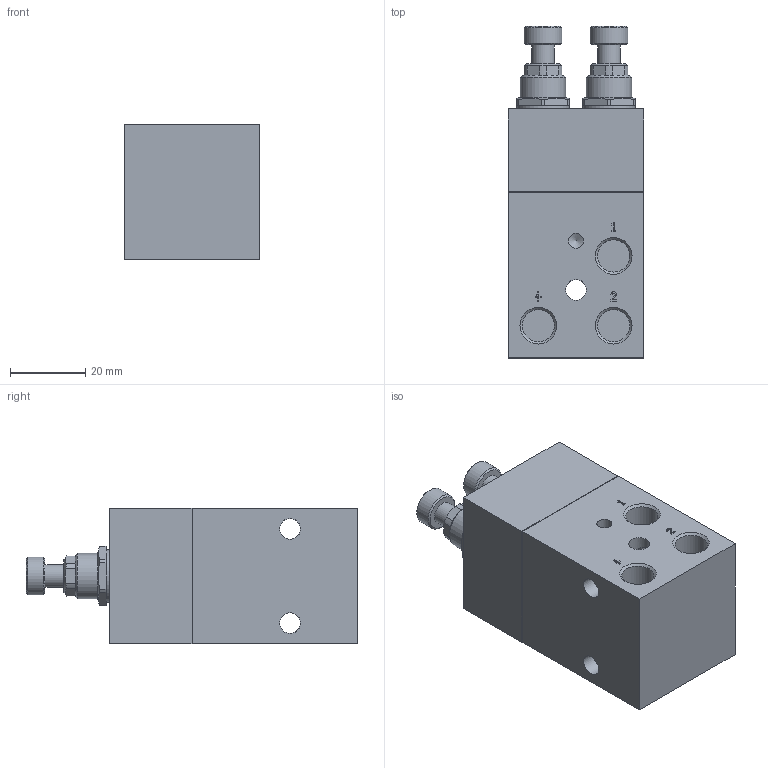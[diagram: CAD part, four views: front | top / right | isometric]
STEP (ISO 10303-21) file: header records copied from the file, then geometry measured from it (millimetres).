
FILE_DESCRIPTION(/* description */ ('STEP AP214'),/* implementation_level */ '2;1');
FILE_NAME(/* name */ '4025_VLG-4-1_8',/* time_stamp */ '2024-09-16T15:38:07+02:00',/* author */ ('License CC BY-ND 4.0'),/* organization */ ('CADENAS'),/* preprocessor_version */ 'ST-DEVELOPER v19.3',/* originating_system */ 'PARTsolutions',/* authorisation */ ' ');
FILE_SCHEMA (('AUTOMOTIVE_DESIGN {1 0 10303 214 3 1 1}'));
Length unit declared in the file: millimetre
Products named in the file (1): 4025 VLG-4-1/8
Bounding box: 36 x 88 x 36 mm (x, y, z)
Volume: 84138.3 mm3; surface area: 16771.2 mm2
Topology: 1 solids, 1 shells, 200 faces, 493 edges, 320 vertices
Faces by surface type: plane 127, cylinder 56, cone 17
Full cylindrical faces by diameter (mm): 4 x1, 5.5 x6, 6 x2, 7 x2, 8 x2, 8.566 x4, 10 x3, 12 x2, 14 x2
Entity records: 5675 total; most frequent: CARTESIAN_POINT 1069, DIRECTION 949, ORIENTED_EDGE 874, EDGE_CURVE 437, AXIS2_PLACEMENT_3D 337, VERTEX_POINT 307, FACE_BOUND 278, EDGE_LOOP 277
